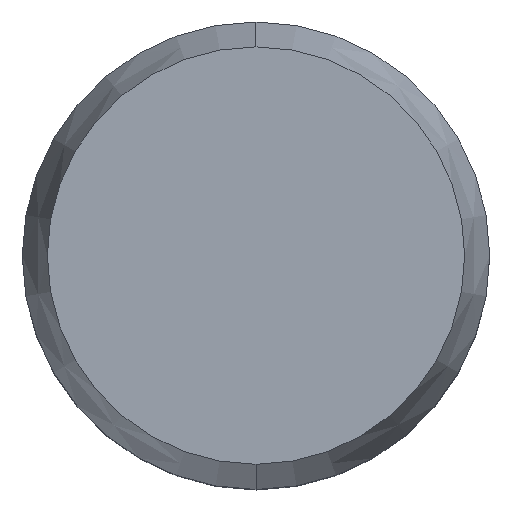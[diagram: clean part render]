
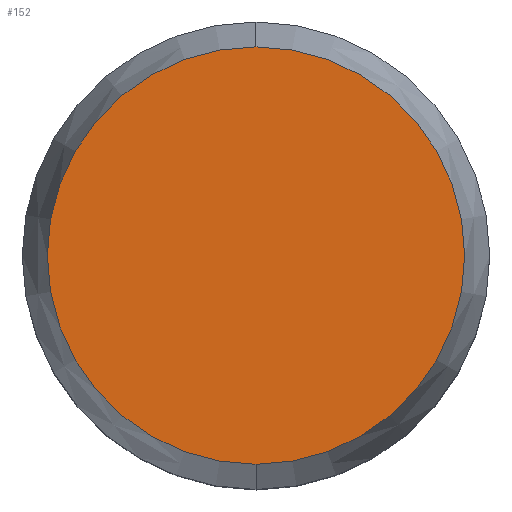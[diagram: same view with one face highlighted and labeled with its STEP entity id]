
A CAD part, top view. The second image highlights one B-rep face of the part: STEP entity #152.
In plain terms, the highlighted planar face has unit normal (0, 0, 1).
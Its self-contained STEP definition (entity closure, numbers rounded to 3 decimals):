
#100=EDGE_CURVE('',#138,#114,#211,.T.);
#114=VERTEX_POINT('',#225);
#122=EDGE_CURVE('',#114,#138,#235,.T.);
#138=VERTEX_POINT('',#252);
#152=ADVANCED_FACE('',(#267),#268,.T.);
#211=CIRCLE('',#329,2.678);
#225=CARTESIAN_POINT('',(0.,-2.678,5.));
#235=CIRCLE('',#360,2.678);
#252=CARTESIAN_POINT('',(0.,2.678,5.));
#267=FACE_OUTER_BOUND('',#398,.T.);
#268=PLANE('',#399);
#329=AXIS2_PLACEMENT_3D('',#466,#467,#468);
#360=AXIS2_PLACEMENT_3D('',#496,#497,#498);
#398=EDGE_LOOP('',(#528,#529));
#399=AXIS2_PLACEMENT_3D('',#530,#531,#532);
#466=CARTESIAN_POINT('',(0.,0.,5.));
#467=DIRECTION('',(0.0,0.0,1.0));
#468=DIRECTION('',(0.,-1.0,0.0));
#496=CARTESIAN_POINT('',(0.,0.,5.));
#497=DIRECTION('',(0.0,0.0,1.0));
#498=DIRECTION('',(0.,-1.0,0.0));
#528=ORIENTED_EDGE('',*,*,#122,.T.);
#529=ORIENTED_EDGE('',*,*,#100,.T.);
#530=CARTESIAN_POINT('',(0.,-1.339,5.));
#531=DIRECTION('',(0.0,0.0,1.0));
#532=DIRECTION('',(0.,-1.0,0.0));
